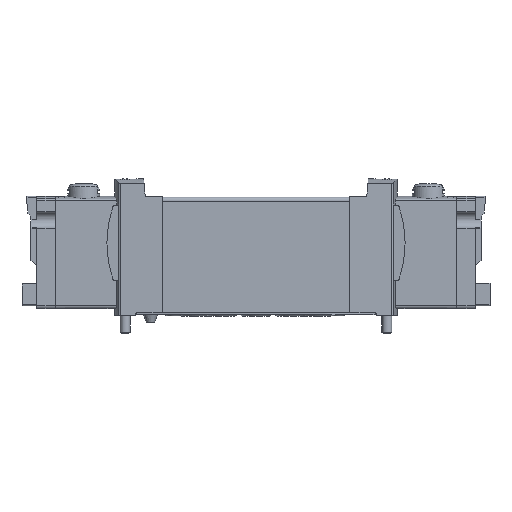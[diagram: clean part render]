
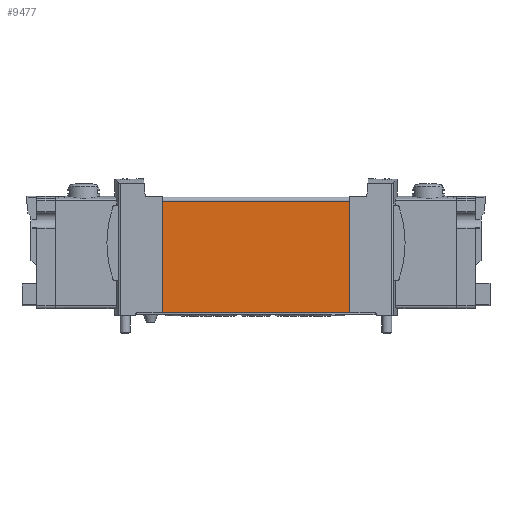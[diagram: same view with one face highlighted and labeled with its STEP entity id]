
A CAD part, top view. The second image highlights one B-rep face of the part: STEP entity #9477.
In plain terms, the highlighted planar face has unit normal (0, 0, 1).
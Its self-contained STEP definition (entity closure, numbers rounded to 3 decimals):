
#1093=ORIENTED_EDGE('',*,*,#3755,.T.);
#1094=ORIENTED_EDGE('',*,*,#3756,.F.);
#1095=ORIENTED_EDGE('',*,*,#3757,.F.);
#1096=ORIENTED_EDGE('',*,*,#3752,.T.);
#3752=EDGE_CURVE('',#5078,#5077,#5940,.T.);
#3755=EDGE_CURVE('',#5077,#5079,#5942,.T.);
#3756=EDGE_CURVE('',#5080,#5079,#5943,.T.);
#3757=EDGE_CURVE('',#5078,#5080,#5944,.T.);
#5077=VERTEX_POINT('',#14592);
#5078=VERTEX_POINT('',#14594);
#5079=VERTEX_POINT('',#14599);
#5080=VERTEX_POINT('',#14601);
#5940=LINE('',#14593,#6839);
#5942=LINE('',#14598,#6841);
#5943=LINE('',#14600,#6842);
#5944=LINE('',#14602,#6843);
#6839=VECTOR('',#11469,1000.);
#6841=VECTOR('',#11475,1000.);
#6842=VECTOR('',#11476,1000.);
#6843=VECTOR('',#11477,1000.);
#7656=EDGE_LOOP('',(#1093,#1094,#1095,#1096));
#8397=FACE_BOUND('',#7656,.T.);
#9093=PLANE('',#10188);
#9477=ADVANCED_FACE('',(#8397),#9093,.F.);
#10188=AXIS2_PLACEMENT_3D('',#14597,#11473,#11474);
#11469=DIRECTION('',(-1.,0.,0.));
#11473=DIRECTION('',(0.,0.,-1.));
#11474=DIRECTION('',(-1.,0.,0.));
#11475=DIRECTION('',(0.,-1.,0.));
#11476=DIRECTION('',(-1.,0.,0.));
#11477=DIRECTION('',(0.,-1.,0.));
#14592=CARTESIAN_POINT('',(-23.8,28.35,7.2));
#14593=CARTESIAN_POINT('',(23.8,28.35,7.2));
#14594=CARTESIAN_POINT('',(23.8,28.35,7.2));
#14597=CARTESIAN_POINT('',(23.8,28.35,7.2));
#14598=CARTESIAN_POINT('',(-23.8,28.35,7.2));
#14599=CARTESIAN_POINT('',(-23.8,0.,7.2));
#14600=CARTESIAN_POINT('',(23.8,0.,7.2));
#14601=CARTESIAN_POINT('',(23.8,0.,7.2));
#14602=CARTESIAN_POINT('',(23.8,28.35,7.2));
